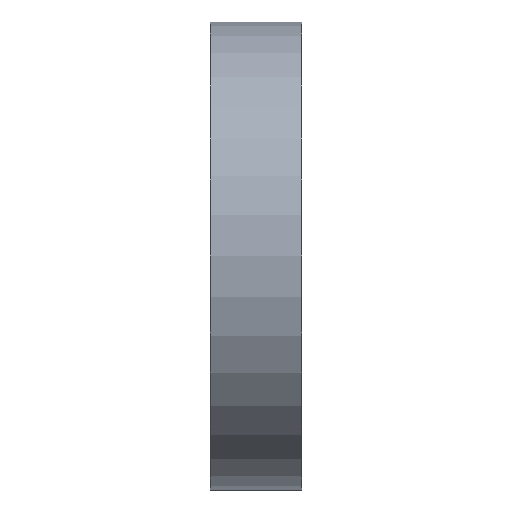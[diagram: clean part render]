
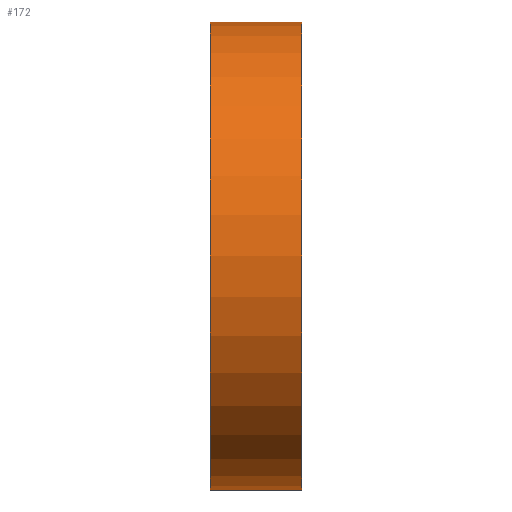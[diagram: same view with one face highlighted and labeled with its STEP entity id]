
A CAD part, left-side view. The second image highlights one B-rep face of the part: STEP entity #172.
In plain terms, the highlighted cylindrical face has radius 28 mm (diameter 56 mm), a partial arc.
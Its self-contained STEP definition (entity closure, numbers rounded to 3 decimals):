
#13 = ORIENTED_EDGE ( 'NONE', *, *, #200, .T. ) ;
#17 = DIRECTION ( 'NONE',  ( 0., 0., -1. ) ) ;
#19 = EDGE_CURVE ( 'NONE', #83, #21, #173, .T. ) ;
#21 = VERTEX_POINT ( 'NONE', #96 ) ;
#26 = CARTESIAN_POINT ( 'NONE',  ( 0., 0., 28. ) ) ;
#45 = CARTESIAN_POINT ( 'NONE',  ( 0., 11., 0. ) ) ;
#51 = CARTESIAN_POINT ( 'NONE',  ( 0., 0., 0. ) ) ;
#56 = VERTEX_POINT ( 'NONE', #216 ) ;
#62 = DIRECTION ( 'NONE',  ( 0., 0., 1. ) ) ;
#64 = DIRECTION ( 'NONE',  ( 0., 0., 1. ) ) ;
#65 = DIRECTION ( 'NONE',  ( 0., -1., 0. ) ) ;
#71 = EDGE_CURVE ( 'NONE', #56, #232, #239, .T. ) ;
#73 = DIRECTION ( 'NONE',  ( 0., -1., 0. ) ) ;
#82 = CARTESIAN_POINT ( 'NONE',  ( 0., 11., -28. ) ) ;
#83 = VERTEX_POINT ( 'NONE', #111 ) ;
#96 = CARTESIAN_POINT ( 'NONE',  ( 0., 0., -28. ) ) ;
#98 = AXIS2_PLACEMENT_3D ( 'NONE', #230, #73, #17 ) ;
#101 = AXIS2_PLACEMENT_3D ( 'NONE', #45, #178, #64 ) ;
#111 = CARTESIAN_POINT ( 'NONE',  ( 0., 11., -28. ) ) ;
#112 = ORIENTED_EDGE ( 'NONE', *, *, #71, .F. ) ;
#138 = VECTOR ( 'NONE', #152, 1000. ) ;
#148 = CIRCLE ( 'NONE', #229, 28. ) ;
#152 = DIRECTION ( 'NONE',  ( 0., -1., 0. ) ) ;
#160 = VECTOR ( 'NONE', #65, 1000. ) ;
#172 = ADVANCED_FACE ( 'NONE', ( #221 ), #222, .T. ) ;
#173 = LINE ( 'NONE', #82, #160 ) ;
#175 = ORIENTED_EDGE ( 'NONE', *, *, #19, .T. ) ;
#178 = DIRECTION ( 'NONE',  ( 0., 1., 0. ) ) ;
#184 = CIRCLE ( 'NONE', #101, 28. ) ;
#192 = CARTESIAN_POINT ( 'NONE',  ( 0., 11., 28. ) ) ;
#200 = EDGE_CURVE ( 'NONE', #21, #232, #148, .T. ) ;
#209 = ORIENTED_EDGE ( 'NONE', *, *, #213, .F. ) ;
#213 = EDGE_CURVE ( 'NONE', #83, #56, #184, .T. ) ;
#216 = CARTESIAN_POINT ( 'NONE',  ( 0., 11., 28. ) ) ;
#221 = FACE_OUTER_BOUND ( 'NONE', #233, .T. ) ;
#222 = CYLINDRICAL_SURFACE ( 'NONE', #98, 28. ) ;
#228 = DIRECTION ( 'NONE',  ( 0., 1., 0. ) ) ;
#229 = AXIS2_PLACEMENT_3D ( 'NONE', #51, #228, #62 ) ;
#230 = CARTESIAN_POINT ( 'NONE',  ( 0., 11., 0. ) ) ;
#232 = VERTEX_POINT ( 'NONE', #26 ) ;
#233 = EDGE_LOOP ( 'NONE', ( #112, #209, #175, #13 ) ) ;
#239 = LINE ( 'NONE', #192, #138 ) ;
